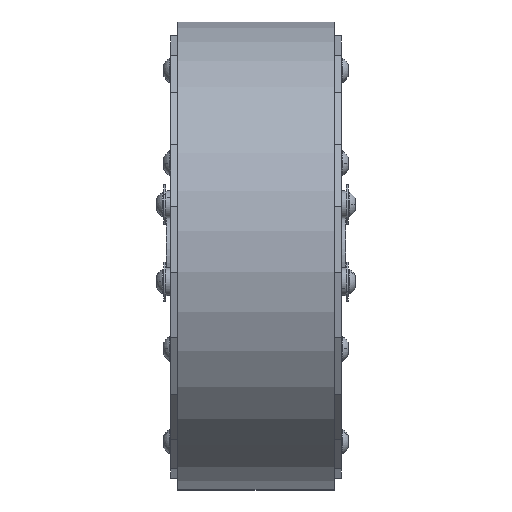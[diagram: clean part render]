
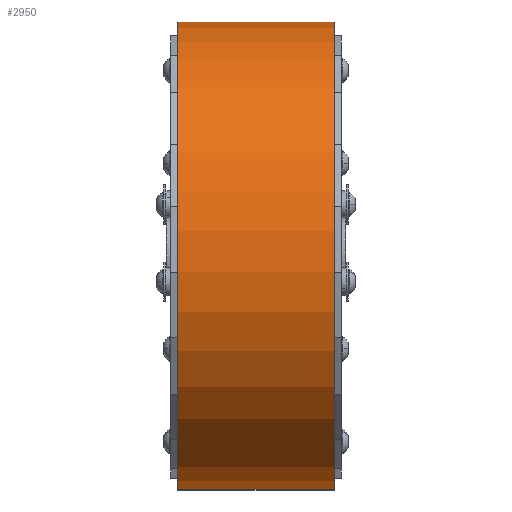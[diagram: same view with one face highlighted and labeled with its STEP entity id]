
A CAD part, left-side view. The second image highlights one B-rep face of the part: STEP entity #2950.
In plain terms, the highlighted cylindrical face has radius 76.2 mm (diameter 152.4 mm), a partial arc.
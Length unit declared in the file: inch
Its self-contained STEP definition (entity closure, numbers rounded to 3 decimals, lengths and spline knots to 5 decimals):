
#2865 = VERTEX_POINT ( 'NONE', #8570 ) ;
#2867 = EDGE_CURVE ( 'NONE', #3029, #2868, #8569, .T. ) ;
#2868 = VERTEX_POINT ( 'NONE', #8565 ) ;
#2874 = VERTEX_POINT ( 'NONE', #8763 ) ;
#2876 = EDGE_CURVE ( 'NONE', #2865, #2874, #8749, .T. ) ;
#2950 = ADVANCED_FACE ( 'NONE', ( #8835 ), #8834, .T. ) ;
#2951 = EDGE_LOOP ( 'NONE', ( #2970, #2971, #2973, #2974 ) ) ;
#2961 = EDGE_CURVE ( 'NONE', #2874, #2868, #8822, .T. ) ;
#2967 = EDGE_CURVE ( 'NONE', #2865, #3029, #8854, .T. ) ;
#2970 = ORIENTED_EDGE ( 'NONE', *, *, #2867, .F. ) ;
#2971 = ORIENTED_EDGE ( 'NONE', *, *, #2967, .F. ) ;
#2973 = ORIENTED_EDGE ( 'NONE', *, *, #2876, .T. ) ;
#2974 = ORIENTED_EDGE ( 'NONE', *, *, #2961, .T. ) ;
#3029 = VERTEX_POINT ( 'NONE', #9041 ) ;
#8565 = CARTESIAN_POINT ( 'NONE',  ( 0., -1., 3. ) ) ;
#8566 = DIRECTION ( 'NONE',  ( 0., -1., 0. ) ) ;
#8567 = VECTOR ( 'NONE', #8566, 39.37008 ) ;
#8568 = CARTESIAN_POINT ( 'NONE',  ( 0., 1., 3. ) ) ;
#8569 = LINE ( 'NONE', #8568, #8567 ) ;
#8570 = CARTESIAN_POINT ( 'NONE',  ( 0., 1., -3. ) ) ;
#8747 = CARTESIAN_POINT ( 'NONE',  ( 0., 1., -3. ) ) ;
#8749 = LINE ( 'NONE', #8747, #8772 ) ;
#8763 = CARTESIAN_POINT ( 'NONE',  ( 0., -1., -3. ) ) ;
#8771 = DIRECTION ( 'NONE',  ( 0., -1., 0. ) ) ;
#8772 = VECTOR ( 'NONE', #8771, 39.37008 ) ;
#8818 = DIRECTION ( 'NONE',  ( 0., 0., 1. ) ) ;
#8819 = DIRECTION ( 'NONE',  ( 0., 1., 0. ) ) ;
#8820 = CARTESIAN_POINT ( 'NONE',  ( 0., -1., 0. ) ) ;
#8821 = AXIS2_PLACEMENT_3D ( 'NONE', #8820, #8819, #8818 ) ;
#8822 = CIRCLE ( 'NONE', #8821, 3. ) ;
#8829 = DIRECTION ( 'NONE',  ( 0., 0., -1. ) ) ;
#8830 = DIRECTION ( 'NONE',  ( 0., -1., 0. ) ) ;
#8831 = CARTESIAN_POINT ( 'NONE',  ( 0., 1., 0. ) ) ;
#8832 = AXIS2_PLACEMENT_3D ( 'NONE', #8831, #8830, #8829 ) ;
#8834 = CYLINDRICAL_SURFACE ( 'NONE', #8832, 3. ) ;
#8835 = FACE_OUTER_BOUND ( 'NONE', #2951, .T. ) ;
#8850 = DIRECTION ( 'NONE',  ( 0., 0., 1. ) ) ;
#8851 = DIRECTION ( 'NONE',  ( 0., 1., 0. ) ) ;
#8852 = CARTESIAN_POINT ( 'NONE',  ( 0., 1., 0. ) ) ;
#8853 = AXIS2_PLACEMENT_3D ( 'NONE', #8852, #8851, #8850 ) ;
#8854 = CIRCLE ( 'NONE', #8853, 3. ) ;
#9041 = CARTESIAN_POINT ( 'NONE',  ( 0., 1., 3. ) ) ;
